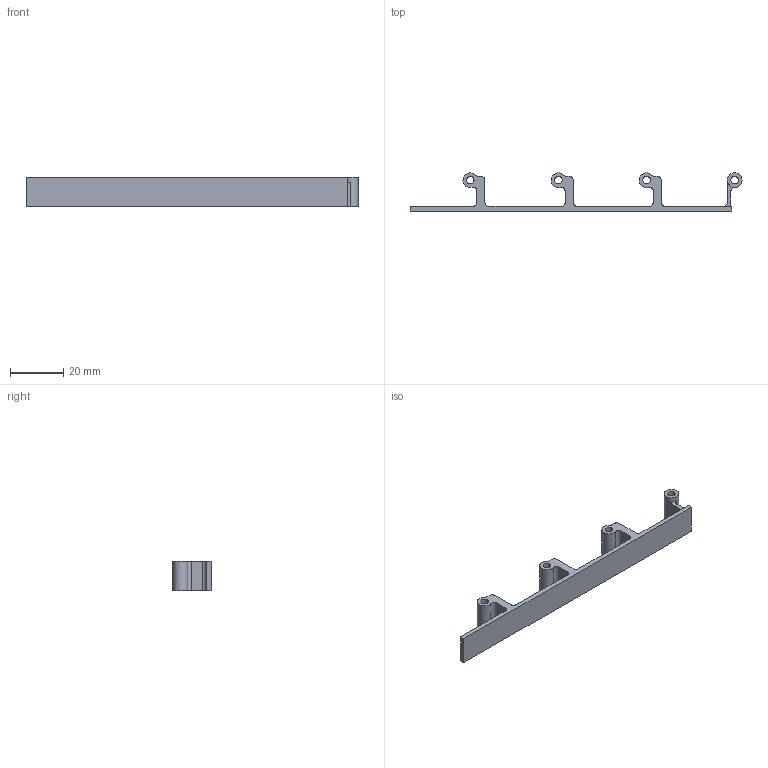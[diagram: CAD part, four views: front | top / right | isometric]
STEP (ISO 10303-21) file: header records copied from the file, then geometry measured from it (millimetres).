
FILE_DESCRIPTION((''),'2;1');
FILE_NAME('4X_SUPPORT','2020-08-06T19:10:50',('barto'),(''),'CREO PARAMETRIC BY PTC INC, 2019010','CREO PARAMETRIC BY PTC INC, 2019010','');
FILE_SCHEMA(('CONFIG_CONTROL_DESIGN','SHAPE_APPEARANCE_LAYERS_GROUPS'));
Length unit declared in the file: millimetre
Products named in the file (1): 4X_SUPPORT
Bounding box: 124.41 x 14.31 x 11 mm (x, y, z)
Volume: 4377.7 mm3; surface area: 5158.9 mm2
Topology: 1 solids, 1 shells, 52 faces, 149 edges, 99 vertices
Faces by surface type: cylinder 30, plane 22
Entity records: 2249 total; most frequent: DIRECTION 314, CARTESIAN_POINT 300, ORIENTED_EDGE 298, PRESENTATION_STYLE_ASSIGNMENT 150, STYLED_ITEM 150, CURVE_STYLE 149, EDGE_CURVE 149, AXIS2_PLACEMENT_3D 113
